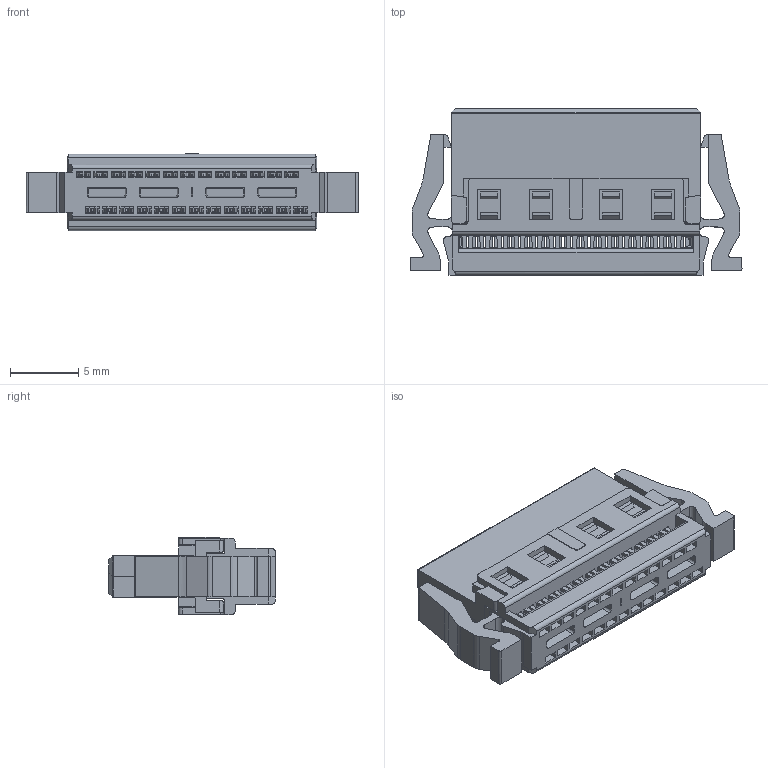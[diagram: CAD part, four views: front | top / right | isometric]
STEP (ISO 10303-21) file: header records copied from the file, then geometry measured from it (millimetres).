
FILE_DESCRIPTION(('CATIA V5 STEP Exchange','CAx-IF Rec.Pracs.--- Model Styling and Organization---1.4--- 2014-01-23'),'2;1');
FILE_NAME ('D1463936_0', '2020-10-01T11:45:52+00:00', ('none'), ('Weidmueller'), 'CATIA Version 5-6 Release 2016 SP3 HF44', 'CATIA V5 STEP AP214', 'none');
FILE_SCHEMA(('AUTOMOTIVE_DESIGN { 1 0 10303 214 1 1 1 1 }'));
Length unit declared in the file: millimetre
Products named in the file (1): 2747550000
Bounding box: 24.29 x 12.2 x 5.65 mm (x, y, z)
Volume: 862.1 mm3; surface area: 1975.2 mm2
Topology: 1 solids, 1 shells, 1569 faces, 4307 edges, 2866 vertices
Faces by surface type: plane 1235, cylinder 314, cone 20
Entity records: 51051 total; most frequent: CARTESIAN_POINT 11097, ORIENTED_EDGE 8614, DIRECTION 6887, EDGE_CURVE 4307, VECTOR 3621, LINE 3621, VERTEX_POINT 2866, AXIS2_PLACEMENT_3D 1797
